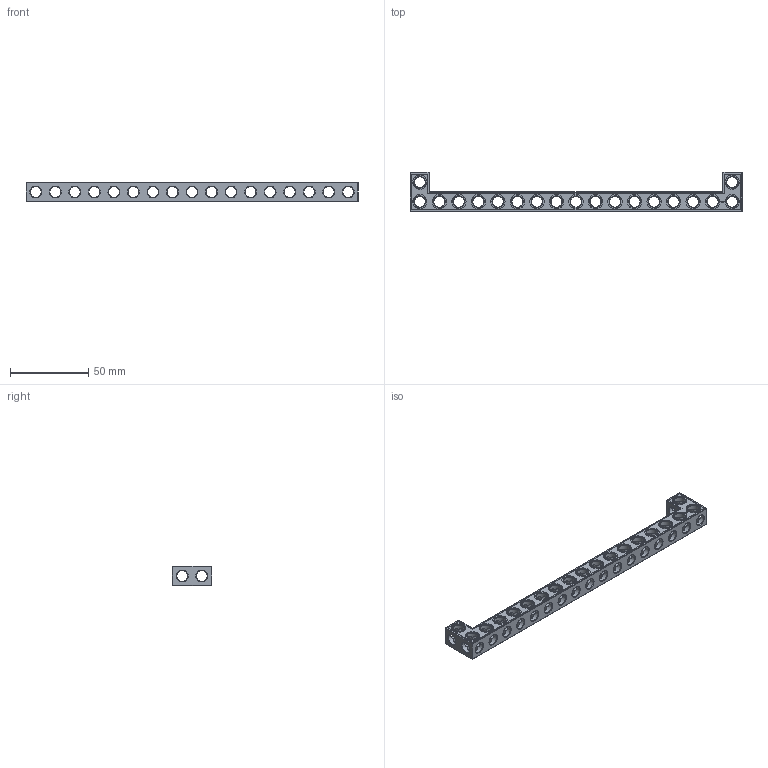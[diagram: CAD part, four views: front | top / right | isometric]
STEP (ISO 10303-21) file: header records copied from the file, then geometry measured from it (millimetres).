
FILE_DESCRIPTION(('FreeCAD Model'),'2;1');
FILE_NAME('Open CASCADE Shape Model','2022-03-06T17:12:30',('Author'),( ''),'Open CASCADE STEP processor 7.5','FreeCAD','Unknown');
FILE_SCHEMA(('AUTOMOTIVE_DESIGN { 1 0 10303 214 1 1 1 1 }'));
Products named in the file (1): Beam AGD ESS USH SYM BU17x02x01 - SPN-BEM-0575 (stemfie.org)
Bounding box: 212.5 x 25 x 12.5 mm (x, y, z)
Volume: 18551.3 mm3; surface area: 16683.2 mm2
Topology: 1 solids, 1 shells, 734 faces, 2181 edges, 1424 vertices
Faces by surface type: plane 395, extrusion 146, cylinder 115, cone 78
Full cylindrical faces by diameter (mm): 6.98 x6, 7 x90, 9.2 x19
Entity records: 68622 total; most frequent: CARTESIAN_POINT 27250, DIRECTION 6871, VECTOR 4556, LINE 4410, ORIENTED_EDGE 4362, PCURVE 4362, DEFINITIONAL_REPRESENTATION 4362, EDGE_CURVE 2181
